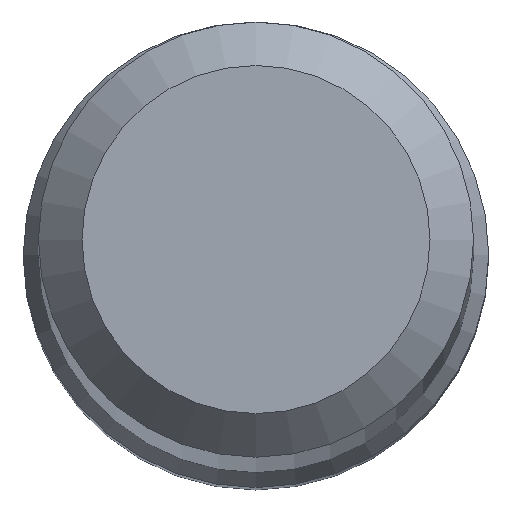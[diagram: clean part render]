
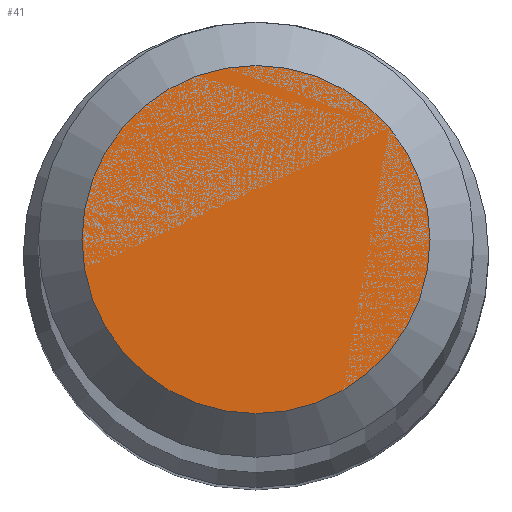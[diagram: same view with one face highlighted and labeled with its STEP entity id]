
A CAD part, top view. The second image highlights one B-rep face of the part: STEP entity #41.
In plain terms, the highlighted planar face has unit normal (0, 0, 1).
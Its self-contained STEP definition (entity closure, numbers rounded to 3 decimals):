
#2 = EDGE_LOOP ( 'NONE', ( #165 ) ) ;
#21 = DIRECTION ( 'NONE',  ( 0., 1., 0. ) ) ;
#37 = PLANE ( 'NONE',  #174 ) ;
#41 = ADVANCED_FACE ( 'NONE', ( #106 ), #37, .F. ) ;
#51 = CIRCLE ( 'NONE', #130, 1.2 ) ;
#56 = CARTESIAN_POINT ( 'NONE',  ( 0., 1.2, 70. ) ) ;
#70 = DIRECTION ( 'NONE',  ( 0., 0., -1. ) ) ;
#91 = CARTESIAN_POINT ( 'NONE',  ( 0., 0., 70. ) ) ;
#106 = FACE_OUTER_BOUND ( 'NONE', #2, .T. ) ;
#130 = AXIS2_PLACEMENT_3D ( 'NONE', #91, #70, #21 ) ;
#144 = EDGE_CURVE ( 'NONE', #178, #178, #51, .T. ) ;
#165 = ORIENTED_EDGE ( 'NONE', *, *, #144, .F. ) ;
#174 = AXIS2_PLACEMENT_3D ( 'NONE', #253, #298, #274 ) ;
#178 = VERTEX_POINT ( 'NONE', #56 ) ;
#253 = CARTESIAN_POINT ( 'NONE',  ( 0., 0., 70. ) ) ;
#274 = DIRECTION ( 'NONE',  ( 0., 1., 0. ) ) ;
#298 = DIRECTION ( 'NONE',  ( 0., 0., -1. ) ) ;
